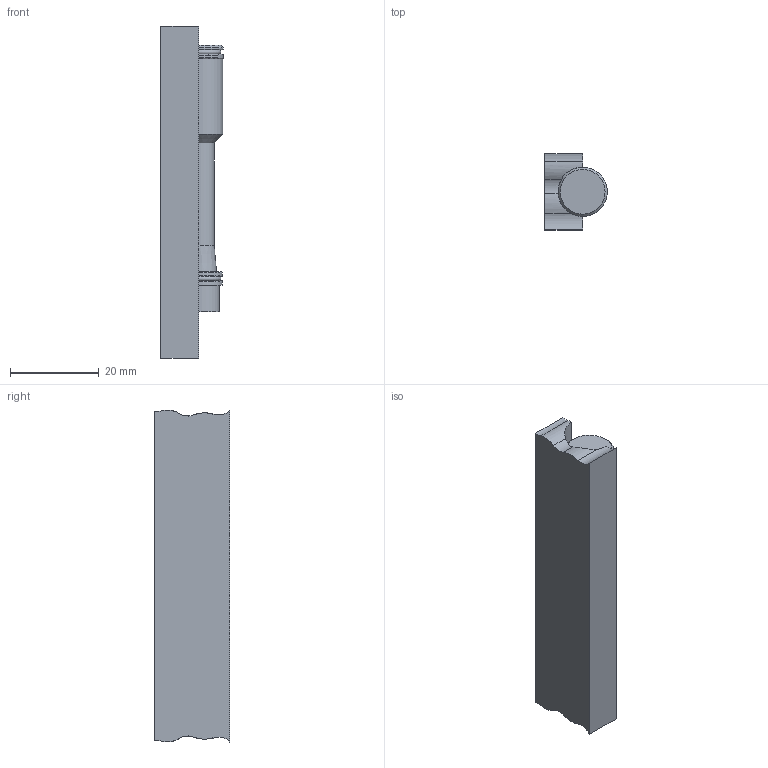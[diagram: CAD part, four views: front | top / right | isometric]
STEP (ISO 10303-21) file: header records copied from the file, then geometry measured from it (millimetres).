
FILE_DESCRIPTION(/* description */ ('STEP AP214'),/* implementation_level */ '2;1');
FILE_NAME(/* name */ '547699_VN-14-H',/* time_stamp */ '2024-09-17T00:36:51+02:00',/* author */ ('License CC BY-ND 4.0'),/* organization */ ('CADENAS'),/* preprocessor_version */ 'ST-DEVELOPER v19.3',/* originating_system */ 'PARTsolutions',/* authorisation */ ' ');
FILE_SCHEMA (('AUTOMOTIVE_DESIGN {1 0 10303 214 3 1 1}'));
Length unit declared in the file: millimetre
Products named in the file (3): 547699 VN-14-H---(12.8); 547699 VN-14-H---(p); my_specific_housing---(547699_12.8)
Assembly tree (2 placements, depth 2):
  547699 VN-14-H---(12.8)
    547699 VN-14-H---(p)
    my_specific_housing---(547699_12.8)
Bounding box: 14.1 x 17.1 x 74.78 mm (x, y, z)
Volume: 10972.7 mm3; surface area: 6438.6 mm2
Topology: 2 solids, 2 shells, 49 faces, 106 edges, 67 vertices
Faces by surface type: cylinder 21, plane 15, torus 8, cone 5
Full cylindrical faces by diameter (mm): 7 x1, 9.4 x1, 10.7 x2, 10.9 x1, 11.1 x2
Entity records: 1348 total; most frequent: CARTESIAN_POINT 249, DIRECTION 230, ORIENTED_EDGE 176, AXIS2_PLACEMENT_3D 100, EDGE_CURVE 88, EDGE_LOOP 73, FACE_BOUND 73, VERTEX_POINT 67
